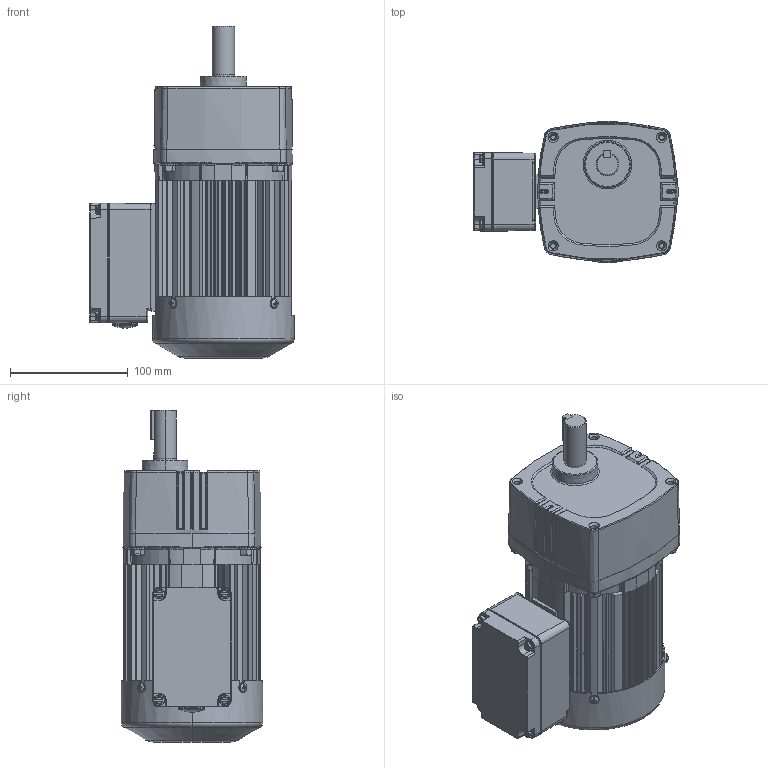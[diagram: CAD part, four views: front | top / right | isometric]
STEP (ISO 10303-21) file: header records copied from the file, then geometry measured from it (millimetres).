
FILE_DESCRIPTION (( 'STEP AP203' ), '1' );
FILE_NAME ('INFM0335.STEP', '2015-09-21T14:03:17', ( 'admin' ), ( '' ), 'SwSTEP 2.0', 'SolidWorks 2014', '' );
FILE_SCHEMA (( 'CONFIG_CONTROL_DESIGN' ));
Length unit declared in the file: inch
Products named in the file (1): INFM0335
Bounding box: 173.39 x 120.11 x 281.54 mm (x, y, z)
Volume: 2270545.6 mm3; surface area: 351158 mm2
Topology: 30 solids, 30 shells, 2400 faces, 6205 edges, 3889 vertices
Faces by surface type: plane 841, cylinder 755, cone 329, bspline 302, torus 125, sphere 48
Entity records: 87182 total; most frequent: CARTESIAN_POINT 30226, ORIENTED_EDGE 12346, DIRECTION 11616, EDGE_CURVE 6173, AXIS2_PLACEMENT_3D 4548, VERTEX_POINT 3889, EDGE_LOOP 2586, LINE 2520
